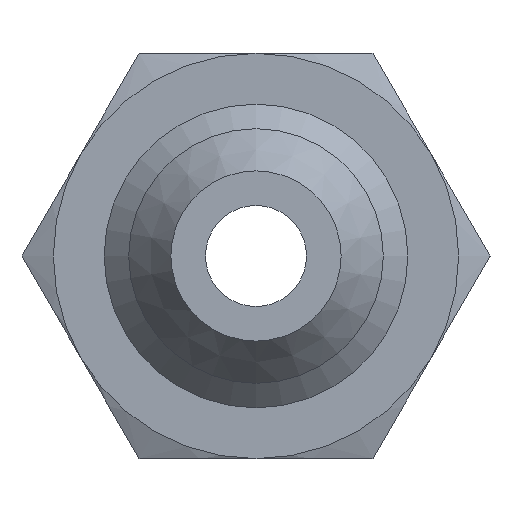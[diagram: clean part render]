
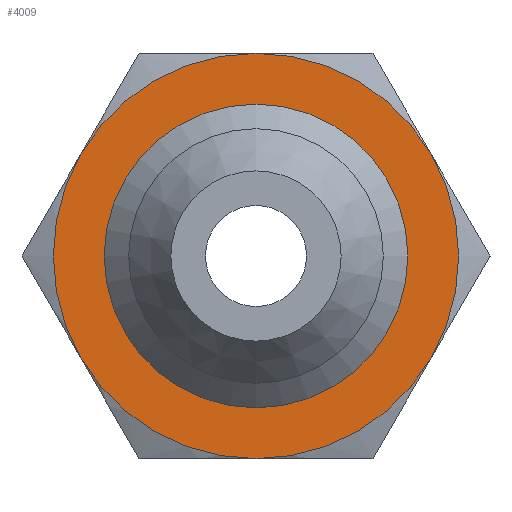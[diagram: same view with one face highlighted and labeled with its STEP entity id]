
A CAD part, left-side view. The second image highlights one B-rep face of the part: STEP entity #4009.
In plain terms, the highlighted planar face has unit normal (-1, 0, 0).
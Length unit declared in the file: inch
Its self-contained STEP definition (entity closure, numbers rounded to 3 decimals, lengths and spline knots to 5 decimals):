
#2944=CARTESIAN_POINT('',(0.0,0.,0.375));
#2945=VERTEX_POINT('',#2944);
#3448=CARTESIAN_POINT('',(0.0,0.,0.2395));
#3449=VERTEX_POINT('',#3448);
#3450=CARTESIAN_POINT('',(0.0,0.,0.));
#3451=DIRECTION('',(-1.0,0.0,0.0));
#3452=DIRECTION('',(0.0,0.0,-1.0));
#3453=AXIS2_PLACEMENT_3D('',#3450,#3451,#3452);
#3454=CIRCLE('',#3453,0.2395);
#3455=EDGE_CURVE('',#3449,#3449,#3454,.T.);
#3660=CARTESIAN_POINT('',(0.0,0.32476,0.1875));
#3661=VERTEX_POINT('',#3660);
#3675=CARTESIAN_POINT('',(0.0,0.0,0.0));
#3676=DIRECTION('',(-1.0,0.0,0.0));
#3677=DIRECTION('',(0.0,1.0,0.0));
#3678=AXIS2_PLACEMENT_3D('',#3675,#3676,#3677);
#3679=CIRCLE('',#3678,0.375);
#3680=EDGE_CURVE('',#2945,#3661,#3679,.T.);
#3690=CARTESIAN_POINT('',(0.0,-0.32476,0.1875));
#3691=VERTEX_POINT('',#3690);
#3706=CARTESIAN_POINT('',(0.0,0.0,0.0));
#3707=DIRECTION('',(-1.0,0.0,0.0));
#3708=DIRECTION('',(0.0,1.0,0.0));
#3709=AXIS2_PLACEMENT_3D('',#3706,#3707,#3708);
#3710=CIRCLE('',#3709,0.375);
#3711=EDGE_CURVE('',#3691,#2945,#3710,.T.);
#3723=CARTESIAN_POINT('',(0.0,-0.32476,-0.1875));
#3724=VERTEX_POINT('',#3723);
#3751=CARTESIAN_POINT('',(0.0,0.0,0.0));
#3752=DIRECTION('',(-1.0,0.0,0.0));
#3753=DIRECTION('',(0.0,1.0,0.0));
#3754=AXIS2_PLACEMENT_3D('',#3751,#3752,#3753);
#3755=CIRCLE('',#3754,0.375);
#3756=EDGE_CURVE('',#3724,#3691,#3755,.T.);
#3781=CARTESIAN_POINT('',(0.0,0.0,-0.375));
#3782=VERTEX_POINT('',#3781);
#3783=CARTESIAN_POINT('',(0.0,0.0,0.0));
#3784=DIRECTION('',(-1.0,0.0,0.0));
#3785=DIRECTION('',(0.0,1.0,0.0));
#3786=AXIS2_PLACEMENT_3D('',#3783,#3784,#3785);
#3787=CIRCLE('',#3786,0.375);
#3788=EDGE_CURVE('',#3782,#3724,#3787,.T.);
#3826=CARTESIAN_POINT('',(0.0,0.32476,-0.1875));
#3827=VERTEX_POINT('',#3826);
#3828=CARTESIAN_POINT('',(0.0,0.0,0.0));
#3829=DIRECTION('',(-1.0,0.0,0.0));
#3830=DIRECTION('',(0.0,1.0,0.0));
#3831=AXIS2_PLACEMENT_3D('',#3828,#3829,#3830);
#3832=CIRCLE('',#3831,0.375);
#3833=EDGE_CURVE('',#3827,#3782,#3832,.T.);
#3871=CARTESIAN_POINT('',(0.0,0.0,0.0));
#3872=DIRECTION('',(-1.0,0.0,0.0));
#3873=DIRECTION('',(0.0,1.0,0.0));
#3874=AXIS2_PLACEMENT_3D('',#3871,#3872,#3873);
#3875=CIRCLE('',#3874,0.375);
#3876=EDGE_CURVE('',#3661,#3827,#3875,.T.);
#3993=CARTESIAN_POINT('',(0.0,0.,0.0));
#3994=DIRECTION('',(1.0,0.0,0.0));
#3995=DIRECTION('',(0.0,0.0,-1.0));
#3996=AXIS2_PLACEMENT_3D('',#3993,#3994,#3995);
#3997=PLANE('',#3996);
#3998=ORIENTED_EDGE('',*,*,#3876,.T.);
#3999=ORIENTED_EDGE('',*,*,#3833,.T.);
#4000=ORIENTED_EDGE('',*,*,#3788,.T.);
#4001=ORIENTED_EDGE('',*,*,#3756,.T.);
#4002=ORIENTED_EDGE('',*,*,#3711,.T.);
#4003=ORIENTED_EDGE('',*,*,#3680,.T.);
#4004=EDGE_LOOP('',(#3998,#3999,#4000,#4001,#4002,#4003));
#4005=FACE_OUTER_BOUND('',#4004,.T.);
#4006=ORIENTED_EDGE('',*,*,#3455,.F.);
#4007=EDGE_LOOP('',(#4006));
#4008=FACE_BOUND('',#4007,.T.);
#4009=ADVANCED_FACE('',(#4005,#4008),#3997,.F.);
